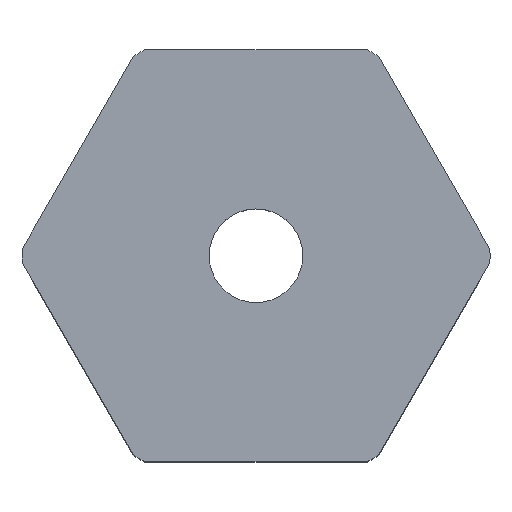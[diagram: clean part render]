
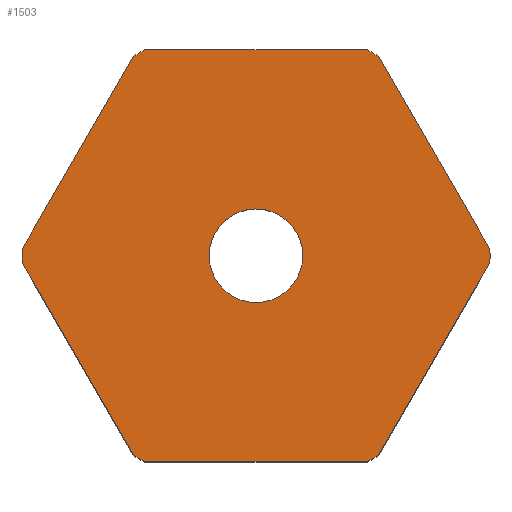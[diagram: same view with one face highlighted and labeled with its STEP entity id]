
A CAD part, top view. The second image highlights one B-rep face of the part: STEP entity #1503.
In plain terms, the highlighted planar face has unit normal (0, 0, 1).
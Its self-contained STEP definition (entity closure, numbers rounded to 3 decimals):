
#83=CARTESIAN_POINT('',(-5.937,11.,15.0));
#84=VERTEX_POINT('',#83);
#91=CARTESIAN_POINT('',(5.937,11.0,15.0));
#92=VERTEX_POINT('',#91);
#93=CARTESIAN_POINT('',(-5.937,11.,15.0));
#94=DIRECTION('',(1.0,0.0,0.0));
#95=VECTOR('',#94,11.874);
#96=LINE('',#93,#95);
#97=EDGE_CURVE('',#84,#92,#96,.T.);
#123=CARTESIAN_POINT('',(-12.495,0.358,15.0));
#124=VERTEX_POINT('',#123);
#131=CARTESIAN_POINT('',(-6.558,10.642,15.0));
#132=VERTEX_POINT('',#131);
#133=CARTESIAN_POINT('',(-12.495,0.358,15.));
#134=DIRECTION('',(0.5,0.866,0.0));
#135=VECTOR('',#134,11.874);
#136=LINE('',#133,#135);
#137=EDGE_CURVE('',#124,#132,#136,.T.);
#163=CARTESIAN_POINT('',(-6.558,-10.642,15.0));
#164=VERTEX_POINT('',#163);
#171=CARTESIAN_POINT('',(-12.495,-0.358,15.0));
#172=VERTEX_POINT('',#171);
#173=CARTESIAN_POINT('',(-6.558,-10.642,15.0));
#174=DIRECTION('',(-0.5,0.866,0.0));
#175=VECTOR('',#174,11.874);
#176=LINE('',#173,#175);
#177=EDGE_CURVE('',#164,#172,#176,.T.);
#203=CARTESIAN_POINT('',(5.937,-11.0,15.0));
#204=VERTEX_POINT('',#203);
#211=CARTESIAN_POINT('',(-5.937,-11.0,15.0));
#212=VERTEX_POINT('',#211);
#213=CARTESIAN_POINT('',(5.937,-11.0,15.0));
#214=DIRECTION('',(-1.0,0.0,0.0));
#215=VECTOR('',#214,11.874);
#216=LINE('',#213,#215);
#217=EDGE_CURVE('',#204,#212,#216,.T.);
#243=CARTESIAN_POINT('',(12.495,-0.358,15.0));
#244=VERTEX_POINT('',#243);
#251=CARTESIAN_POINT('',(6.558,-10.642,15.0));
#252=VERTEX_POINT('',#251);
#253=CARTESIAN_POINT('',(12.495,-0.358,15.0));
#254=DIRECTION('',(-0.5,-0.866,0.0));
#255=VECTOR('',#254,11.874);
#256=LINE('',#253,#255);
#257=EDGE_CURVE('',#244,#252,#256,.T.);
#283=CARTESIAN_POINT('',(6.558,10.642,15.0));
#284=VERTEX_POINT('',#283);
#291=CARTESIAN_POINT('',(12.495,0.358,15.0));
#292=VERTEX_POINT('',#291);
#293=CARTESIAN_POINT('',(6.558,10.642,15.0));
#294=DIRECTION('',(0.5,-0.866,0.0));
#295=VECTOR('',#294,11.874);
#296=LINE('',#293,#295);
#297=EDGE_CURVE('',#284,#292,#296,.T.);
#322=CARTESIAN_POINT('',(0.0,0.0,15.0));
#323=DIRECTION('',(0.0,0.0,1.0));
#324=DIRECTION('',(-1.0,0.0,0.0));
#325=AXIS2_PLACEMENT_3D('',#322,#323,#324);
#326=CIRCLE('',#325,12.5);
#327=EDGE_CURVE('',#244,#292,#326,.T.);
#346=CARTESIAN_POINT('',(0.0,0.0,15.0));
#347=DIRECTION('',(0.0,0.0,1.0));
#348=DIRECTION('',(-1.0,0.0,0.0));
#349=AXIS2_PLACEMENT_3D('',#346,#347,#348);
#350=CIRCLE('',#349,12.5);
#351=EDGE_CURVE('',#204,#252,#350,.T.);
#370=CARTESIAN_POINT('',(0.0,0.0,15.0));
#371=DIRECTION('',(0.0,0.0,1.0));
#372=DIRECTION('',(-1.0,0.0,0.0));
#373=AXIS2_PLACEMENT_3D('',#370,#371,#372);
#374=CIRCLE('',#373,12.5);
#375=EDGE_CURVE('',#164,#212,#374,.T.);
#394=CARTESIAN_POINT('',(0.0,0.0,15.0));
#395=DIRECTION('',(0.0,0.0,1.0));
#396=DIRECTION('',(-1.0,0.0,0.0));
#397=AXIS2_PLACEMENT_3D('',#394,#395,#396);
#398=CIRCLE('',#397,12.5);
#399=EDGE_CURVE('',#124,#172,#398,.T.);
#410=CARTESIAN_POINT('',(0.0,0.0,15.0));
#411=DIRECTION('',(0.0,0.0,1.0));
#412=DIRECTION('',(-1.0,0.0,0.0));
#413=AXIS2_PLACEMENT_3D('',#410,#411,#412);
#414=CIRCLE('',#413,12.5);
#415=EDGE_CURVE('',#284,#92,#414,.T.);
#442=CARTESIAN_POINT('',(0.0,0.0,15.0));
#443=DIRECTION('',(0.0,0.0,1.0));
#444=DIRECTION('',(-1.0,0.0,0.0));
#445=AXIS2_PLACEMENT_3D('',#442,#443,#444);
#446=CIRCLE('',#445,12.5);
#447=EDGE_CURVE('',#84,#132,#446,.T.);
#488=CARTESIAN_POINT('',(-2.5,0.,15.0));
#489=VERTEX_POINT('',#488);
#490=CARTESIAN_POINT('',(0.0,0.0,15.0));
#491=DIRECTION('',(0.0,0.0,-1.0));
#492=DIRECTION('',(1.0,0.0,0.0));
#493=AXIS2_PLACEMENT_3D('',#490,#491,#492);
#494=CIRCLE('',#493,2.5);
#495=EDGE_CURVE('',#489,#489,#494,.T.);
#1481=CARTESIAN_POINT('',(0.,0.,15.0));
#1482=DIRECTION('',(0.0,0.0,1.0));
#1483=DIRECTION('',(1.0,0.0,0.0));
#1484=AXIS2_PLACEMENT_3D('',#1481,#1482,#1483);
#1485=PLANE('',#1484);
#1486=ORIENTED_EDGE('',*,*,#97,.F.);
#1487=ORIENTED_EDGE('',*,*,#447,.T.);
#1488=ORIENTED_EDGE('',*,*,#137,.F.);
#1489=ORIENTED_EDGE('',*,*,#399,.T.);
#1490=ORIENTED_EDGE('',*,*,#177,.F.);
#1491=ORIENTED_EDGE('',*,*,#375,.T.);
#1492=ORIENTED_EDGE('',*,*,#217,.F.);
#1493=ORIENTED_EDGE('',*,*,#351,.T.);
#1494=ORIENTED_EDGE('',*,*,#257,.F.);
#1495=ORIENTED_EDGE('',*,*,#327,.T.);
#1496=ORIENTED_EDGE('',*,*,#297,.F.);
#1497=ORIENTED_EDGE('',*,*,#415,.T.);
#1498=EDGE_LOOP('',(#1486,#1487,#1488,#1489,#1490,#1491,#1492,#1493,#1494,#1495,#1496,#1497));
#1499=FACE_OUTER_BOUND('',#1498,.T.);
#1500=ORIENTED_EDGE('',*,*,#495,.T.);
#1501=EDGE_LOOP('',(#1500));
#1502=FACE_BOUND('',#1501,.T.);
#1503=ADVANCED_FACE('',(#1499,#1502),#1485,.T.);
